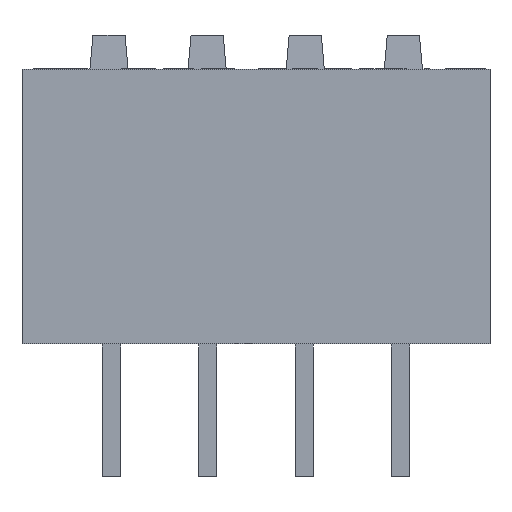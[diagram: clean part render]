
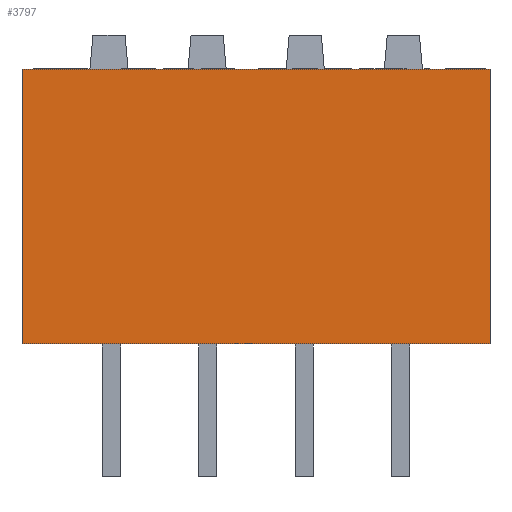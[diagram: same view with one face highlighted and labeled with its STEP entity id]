
A CAD part, front view. The second image highlights one B-rep face of the part: STEP entity #3797.
In plain terms, the highlighted planar face has unit normal (0, -1, 0).
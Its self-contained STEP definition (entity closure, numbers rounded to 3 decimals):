
#399 = VERTEX_POINT('',#400);
#400 = CARTESIAN_POINT('',(-2.36,-1.08,0.));
#415 = VERTEX_POINT('',#416);
#416 = CARTESIAN_POINT('',(9.98,-1.08,0.));
#422 = EDGE_CURVE('',#399,#415,#423,.T.);
#423 = LINE('',#424,#425);
#424 = CARTESIAN_POINT('',(-2.36,-1.08,0.));
#425 = VECTOR('',#426,1.);
#426 = DIRECTION('',(1.,0.,0.));
#3627 = VERTEX_POINT('',#3628);
#3628 = CARTESIAN_POINT('',(-2.36,-1.08,7.25));
#3634 = EDGE_CURVE('',#3627,#3635,#3637,.T.);
#3635 = VERTEX_POINT('',#3636);
#3636 = CARTESIAN_POINT('',(9.98,-1.08,7.25));
#3637 = LINE('',#3638,#3639);
#3638 = CARTESIAN_POINT('',(-2.36,-1.08,7.25));
#3639 = VECTOR('',#3640,1.);
#3640 = DIRECTION('',(1.,0.,0.));
#3780 = EDGE_CURVE('',#3627,#399,#3781,.T.);
#3781 = LINE('',#3782,#3783);
#3782 = CARTESIAN_POINT('',(-2.36,-1.08,7.25));
#3783 = VECTOR('',#3784,1.);
#3784 = DIRECTION('',(0.,0.,-1.));
#3797 = ADVANCED_FACE('',(#3798),#3809,.F.);
#3798 = FACE_BOUND('',#3799,.T.);
#3799 = EDGE_LOOP('',(#3800,#3801,#3807,#3808));
#3800 = ORIENTED_EDGE('',*,*,#422,.T.);
#3801 = ORIENTED_EDGE('',*,*,#3802,.F.);
#3802 = EDGE_CURVE('',#3635,#415,#3803,.T.);
#3803 = LINE('',#3804,#3805);
#3804 = CARTESIAN_POINT('',(9.98,-1.08,7.25));
#3805 = VECTOR('',#3806,1.);
#3806 = DIRECTION('',(0.,0.,-1.));
#3807 = ORIENTED_EDGE('',*,*,#3634,.F.);
#3808 = ORIENTED_EDGE('',*,*,#3780,.T.);
#3809 = PLANE('',#3810);
#3810 = AXIS2_PLACEMENT_3D('',#3811,#3812,#3813);
#3811 = CARTESIAN_POINT('',(-2.36,-1.08,7.25));
#3812 = DIRECTION('',(0.,1.,0.));
#3813 = DIRECTION('',(0.,0.,1.));
